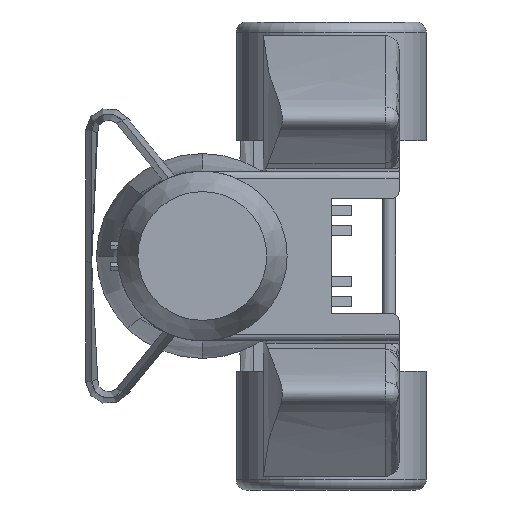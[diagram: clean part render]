
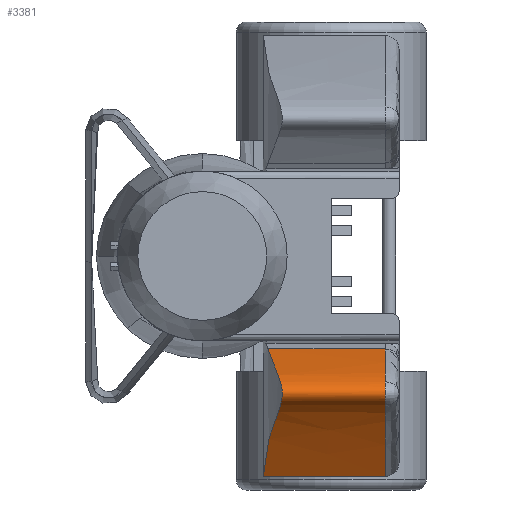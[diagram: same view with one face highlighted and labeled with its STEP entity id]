
A CAD part, left-side view. The second image highlights one B-rep face of the part: STEP entity #3381.
In plain terms, the highlighted free-form (B-spline) face has degree [2, 1] with [3, 2] control points.
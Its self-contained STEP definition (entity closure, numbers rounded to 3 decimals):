
#42=(
BOUNDED_SURFACE()
B_SPLINE_SURFACE(2,1,((#7135,#7136),(#7137,#7138),(#7139,#7140)),
 .UNSPECIFIED.,.F.,.F.,.F.)
B_SPLINE_SURFACE_WITH_KNOTS((3,3),(2,2),(0.,6.452),(0.,2.4),
 .UNSPECIFIED.)
GEOMETRIC_REPRESENTATION_ITEM()
RATIONAL_B_SPLINE_SURFACE(((1.,1.),(2.809,2.809),
(1.345,1.345)))
REPRESENTATION_ITEM('')
SURFACE()
);
#107=B_SPLINE_CURVE_WITH_KNOTS('',3,(#6898,#6899,#6900,#6901,#6902,#6903,
#6904,#6905,#6906),.UNSPECIFIED.,.F.,.F.,(4,1,1,1,1,1,4),(-3.422,
-1.987,-1.031,-0.553,-0.314,
-0.194,-0.075),.UNSPECIFIED.);
#110=B_SPLINE_CURVE_WITH_KNOTS('',3,(#7029,#7030,#7031,#7032,#7033,#7034,
#7035,#7036),.UNSPECIFIED.,.F.,.F.,(4,1,1,1,1,4),(0.074,0.183,
0.292,0.727,1.162,1.597),
 .UNSPECIFIED.);
#112=B_SPLINE_CURVE_WITH_KNOTS('',3,(#7126,#7127,#7128,#7129,#7130,#7131,
#7132,#7133,#7134),.UNSPECIFIED.,.F.,.F.,(4,1,1,1,1,1,4),(-1.,-0.857,
-0.571,-0.429,-0.286,-0.143,
0.),.UNSPECIFIED.);
#113=B_SPLINE_CURVE_WITH_KNOTS('',3,(#7144,#7145,#7146,#7147,#7148,#7149,
#7150,#7151,#7152,#7153,#7154,#7155,#7156,#7157,#7158,#7159,#7160,#7161,
#7162,#7163,#7164,#7165,#7166,#7167),.UNSPECIFIED.,.F.,.F.,(4,2,2,2,2,2,
2,2,2,2,2,4),(0.,1.798,2.626,2.89,3.061,
3.216,3.417,3.782,4.573,5.802,
7.702,8.338),.UNSPECIFIED.);
#364=LINE('',#7142,#606);
#365=LINE('',#7168,#607);
#606=VECTOR('',#4006,10.);
#607=VECTOR('',#4007,10.);
#907=FACE_OUTER_BOUND('',#1107,.T.);
#1107=EDGE_LOOP('',(#2440,#2441,#2442,#2443,#2444,#2445));
#1493=VERTEX_POINT('',#6891);
#1494=VERTEX_POINT('',#6897);
#1496=VERTEX_POINT('',#6981);
#1497=VERTEX_POINT('',#7027);
#1498=VERTEX_POINT('',#7141);
#1499=VERTEX_POINT('',#7143);
#1855=EDGE_CURVE('',#1494,#1493,#107,.T.);
#1861=EDGE_CURVE('',#1497,#1496,#110,.T.);
#1863=EDGE_CURVE('',#1493,#1497,#112,.T.);
#1864=EDGE_CURVE('',#1496,#1498,#364,.T.);
#1865=EDGE_CURVE('',#1498,#1499,#113,.T.);
#1866=EDGE_CURVE('',#1494,#1499,#365,.T.);
#2440=ORIENTED_EDGE('',*,*,#1861,.T.);
#2441=ORIENTED_EDGE('',*,*,#1864,.T.);
#2442=ORIENTED_EDGE('',*,*,#1865,.T.);
#2443=ORIENTED_EDGE('',*,*,#1866,.F.);
#2444=ORIENTED_EDGE('',*,*,#1855,.T.);
#2445=ORIENTED_EDGE('',*,*,#1863,.T.);
#3381=ADVANCED_FACE('',(#907),#42,.T.);
#4006=DIRECTION('',(0.,1.,0.));
#4007=DIRECTION('',(0.,1.,0.));
#6891=CARTESIAN_POINT('',(2.624,2.,-21.954));
#6897=CARTESIAN_POINT('',(35.,2.,-32.5));
#6898=CARTESIAN_POINT('Ctrl Pts',(35.,2.,-32.5));
#6899=CARTESIAN_POINT('Ctrl Pts',(30.388,2.,-31.219));
#6900=CARTESIAN_POINT('Ctrl Pts',(22.718,2.,-29.059));
#6901=CARTESIAN_POINT('Ctrl Pts',(13.475,2.,-26.28));
#6902=CARTESIAN_POINT('Ctrl Pts',(8.122,2.,-24.462));
#6903=CARTESIAN_POINT('Ctrl Pts',(5.437,2.,-23.402));
#6904=CARTESIAN_POINT('Ctrl Pts',(3.872,2.,-22.678));
#6905=CARTESIAN_POINT('Ctrl Pts',(3.062,2.,-22.241));
#6906=CARTESIAN_POINT('Ctrl Pts',(2.624,2.,-21.954));
#6981=CARTESIAN_POINT('',(17.671,2.,-13.699));
#7027=CARTESIAN_POINT('',(2.695,2.,-18.564));
#7029=CARTESIAN_POINT('Ctrl Pts',(2.695,2.,-18.564));
#7030=CARTESIAN_POINT('Ctrl Pts',(3.104,2.,-18.32));
#7031=CARTESIAN_POINT('Ctrl Pts',(3.856,2.,-17.947));
#7032=CARTESIAN_POINT('Ctrl Pts',(6.043,2.,-17.033));
#7033=CARTESIAN_POINT('Ctrl Pts',(9.233,2.,-16.004));
#7034=CARTESIAN_POINT('Ctrl Pts',(13.414,2.,-14.809));
#7035=CARTESIAN_POINT('Ctrl Pts',(16.259,2.,-14.062));
#7036=CARTESIAN_POINT('Ctrl Pts',(17.671,2.,-13.699));
#7126=CARTESIAN_POINT('Ctrl Pts',(2.624,2.,-21.954));
#7127=CARTESIAN_POINT('Ctrl Pts',(2.348,2.,-21.774));
#7128=CARTESIAN_POINT('Ctrl Pts',(1.661,2.,-21.253));
#7129=CARTESIAN_POINT('Ctrl Pts',(1.234,2.,-20.617));
#7130=CARTESIAN_POINT('Ctrl Pts',(1.245,2.,-19.998));
#7131=CARTESIAN_POINT('Ctrl Pts',(1.477,2.,-19.534));
#7132=CARTESIAN_POINT('Ctrl Pts',(1.938,2.,-19.061));
#7133=CARTESIAN_POINT('Ctrl Pts',(2.411,2.,-18.733));
#7134=CARTESIAN_POINT('Ctrl Pts',(2.695,2.,-18.564));
#7135=CARTESIAN_POINT('Ctrl Pts',(35.,0.,-32.5));
#7136=CARTESIAN_POINT('Ctrl Pts',(35.,24.,-32.5));
#7137=CARTESIAN_POINT('Ctrl Pts',(-8.471,0.,-20.425));
#7138=CARTESIAN_POINT('Ctrl Pts',(-8.471,24.,-20.425));
#7139=CARTESIAN_POINT('Ctrl Pts',(17.671,0.,-13.699));
#7140=CARTESIAN_POINT('Ctrl Pts',(17.671,24.,-13.699));
#7141=CARTESIAN_POINT('',(17.671,19.364,-13.699));
#7142=CARTESIAN_POINT('',(17.671,0.,-13.699));
#7143=CARTESIAN_POINT('',(35.,20.,-32.5));
#7144=CARTESIAN_POINT('Ctrl Pts',(17.671,19.364,-13.699));
#7145=CARTESIAN_POINT('Ctrl Pts',(11.885,18.876,-15.188));
#7146=CARTESIAN_POINT('Ctrl Pts',(7.202,18.198,-16.528));
#7147=CARTESIAN_POINT('Ctrl Pts',(3.083,17.544,-18.284));
#7148=CARTESIAN_POINT('Ctrl Pts',(2.231,17.397,-18.787));
#7149=CARTESIAN_POINT('Ctrl Pts',(1.594,17.286,-19.419));
#7150=CARTESIAN_POINT('Ctrl Pts',(1.45,17.26,-19.597));
#7151=CARTESIAN_POINT('Ctrl Pts',(1.296,17.234,-19.923));
#7152=CARTESIAN_POINT('Ctrl Pts',(1.259,17.227,-20.058));
#7153=CARTESIAN_POINT('Ctrl Pts',(1.245,17.224,-20.329));
#7154=CARTESIAN_POINT('Ctrl Pts',(1.264,17.228,-20.455));
#7155=CARTESIAN_POINT('Ctrl Pts',(1.356,17.244,-20.736));
#7156=CARTESIAN_POINT('Ctrl Pts',(1.442,17.259,-20.882));
#7157=CARTESIAN_POINT('Ctrl Pts',(1.722,17.308,-21.256));
#7158=CARTESIAN_POINT('Ctrl Pts',(1.972,17.352,-21.483));
#7159=CARTESIAN_POINT('Ctrl Pts',(2.853,17.502,-22.147));
#7160=CARTESIAN_POINT('Ctrl Pts',(3.762,17.656,-22.649));
#7161=CARTESIAN_POINT('Ctrl Pts',(7.146,18.18,-24.13));
#7162=CARTESIAN_POINT('Ctrl Pts',(9.98,18.582,-25.12));
#7163=CARTESIAN_POINT('Ctrl Pts',(18.464,19.503,-27.824));
#7164=CARTESIAN_POINT('Ctrl Pts',(23.875,19.865,-29.375));
#7165=CARTESIAN_POINT('Ctrl Pts',(31.28,20.012,-31.463));
#7166=CARTESIAN_POINT('Ctrl Pts',(33.14,20.02,-31.983));
#7167=CARTESIAN_POINT('Ctrl Pts',(35.,20.,-32.5));
#7168=CARTESIAN_POINT('',(35.,0.,-32.5));
